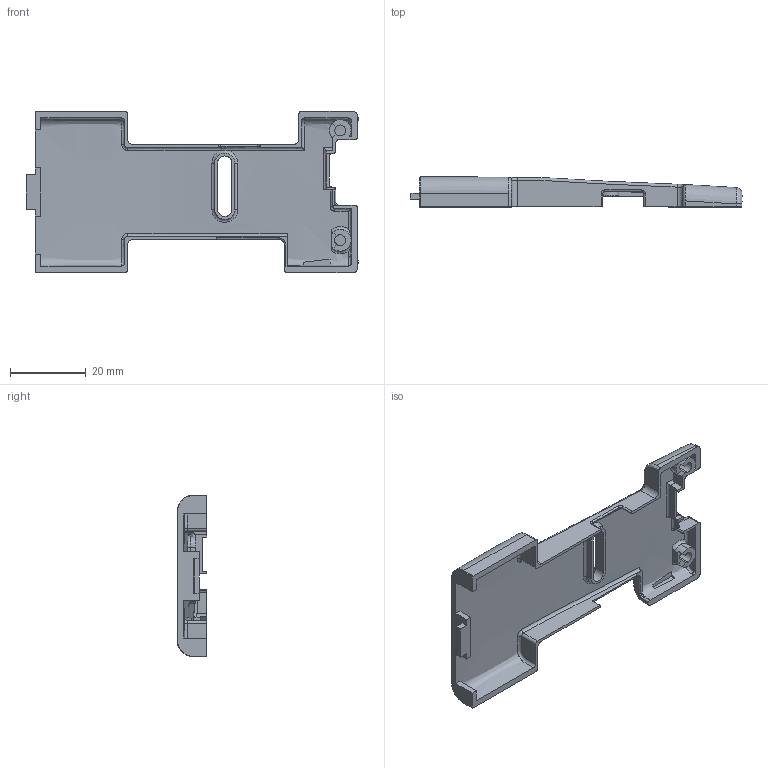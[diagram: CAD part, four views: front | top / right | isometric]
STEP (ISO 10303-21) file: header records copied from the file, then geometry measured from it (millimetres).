
FILE_DESCRIPTION (( 'STEP AP203' ), '1' );
FILE_NAME ('TOP_COVER_OPENTACT_EXTENDED_D3_REV-A.STEP', '2019-04-13T20:39:26', ( '' ), ( '' ), 'SwSTEP 2.0', 'SolidWorks 2018', '' );
FILE_SCHEMA (( 'CONFIG_CONTROL_DESIGN' ));
Length unit declared in the file: inch
Products named in the file (1): TOP_COVER_OPENTACT_EXTENDED_D3_REV-A
Bounding box: 87.66 x 7.87 x 42.65 mm (x, y, z)
Volume: 6231.4 mm3; surface area: 8282.9 mm2
Topology: 1 solids, 1 shells, 208 faces, 555 edges, 345 vertices
Faces by surface type: bspline 78, plane 74, cylinder 46, torus 9, sphere 1
Entity records: 27464 total; most frequent: CARTESIAN_POINT 22858, ORIENTED_EDGE 1100, DIRECTION 742, EDGE_CURVE 550, VERTEX_POINT 345, AXIS2_PLACEMENT_3D 275, B_SPLINE_CURVE_WITH_KNOTS 213, EDGE_LOOP 211
